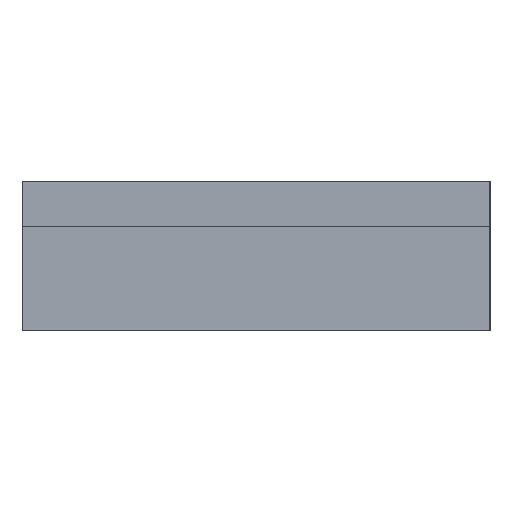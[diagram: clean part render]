
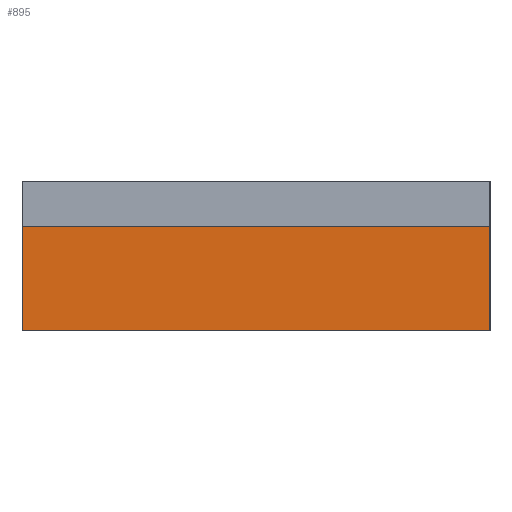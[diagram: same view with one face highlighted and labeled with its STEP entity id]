
A CAD part, left-side view. The second image highlights one B-rep face of the part: STEP entity #895.
In plain terms, the highlighted planar face has unit normal (-1, 0, 0).
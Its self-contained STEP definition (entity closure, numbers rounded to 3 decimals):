
#635=CARTESIAN_POINT('',(0.0,-9.0,0.0));
#636=VERTEX_POINT('',#635);
#643=CARTESIAN_POINT('',(0.0,-9.0,-8.0));
#644=VERTEX_POINT('',#643);
#645=CARTESIAN_POINT('',(0.0,-9.0,-8.0));
#646=DIRECTION('',(0.0,0.0,1.0));
#647=VECTOR('',#646,8.0);
#648=LINE('',#645,#647);
#649=EDGE_CURVE('',#644,#636,#648,.T.);
#842=CARTESIAN_POINT('',(0.0,27.0,0.0));
#843=VERTEX_POINT('',#842);
#850=CARTESIAN_POINT('',(0.0,-9.,0.0));
#851=DIRECTION('',(0.0,1.0,0.0));
#852=VECTOR('',#851,36.);
#853=LINE('',#850,#852);
#854=EDGE_CURVE('',#636,#843,#853,.T.);
#872=CARTESIAN_POINT('',(0.0,0.0,0.0));
#873=DIRECTION('',(-1.0,0.0,0.0));
#874=DIRECTION('',(0.0,0.0,1.0));
#875=AXIS2_PLACEMENT_3D('',#872,#873,#874);
#876=PLANE('',#875);
#877=ORIENTED_EDGE('',*,*,#854,.T.);
#878=CARTESIAN_POINT('',(0.0,27.0,-8.0));
#879=VERTEX_POINT('',#878);
#880=CARTESIAN_POINT('',(0.0,27.0,-8.0));
#881=DIRECTION('',(0.0,0.0,1.0));
#882=VECTOR('',#881,8.0);
#883=LINE('',#880,#882);
#884=EDGE_CURVE('',#879,#843,#883,.T.);
#885=ORIENTED_EDGE('',*,*,#884,.F.);
#886=CARTESIAN_POINT('',(0.0,27.0,-8.0));
#887=DIRECTION('',(0.0,-1.0,0.0));
#888=VECTOR('',#887,36.0);
#889=LINE('',#886,#888);
#890=EDGE_CURVE('',#879,#644,#889,.T.);
#891=ORIENTED_EDGE('',*,*,#890,.T.);
#892=ORIENTED_EDGE('',*,*,#649,.T.);
#893=EDGE_LOOP('',(#877,#885,#891,#892));
#894=FACE_OUTER_BOUND('',#893,.T.);
#895=ADVANCED_FACE('',(#894),#876,.T.);
